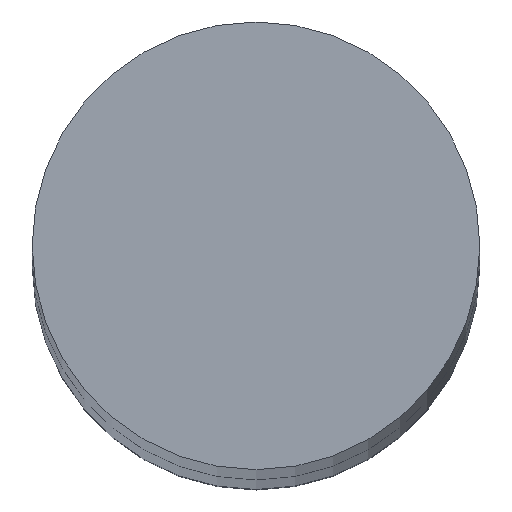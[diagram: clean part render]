
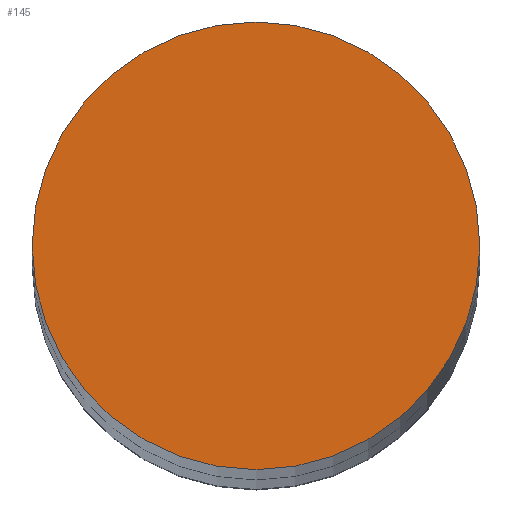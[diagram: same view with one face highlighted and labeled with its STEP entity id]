
A CAD part, top view. The second image highlights one B-rep face of the part: STEP entity #145.
In plain terms, the highlighted planar face has unit normal (0, 0, 1).
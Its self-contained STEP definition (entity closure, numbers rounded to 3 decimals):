
#48=FACE_OUTER_BOUND('',#63,.T.);
#63=EDGE_LOOP('',(#128));
#68=CIRCLE('',#169,1.5);
#78=VERTEX_POINT('',#251);
#89=EDGE_CURVE('',#78,#78,#68,.T.);
#128=ORIENTED_EDGE('',*,*,#89,.T.);
#134=PLANE('',#181);
#145=ADVANCED_FACE('',(#48),#134,.T.);
#169=AXIS2_PLACEMENT_3D('',#252,#204,#205);
#181=AXIS2_PLACEMENT_3D('',#273,#232,#233);
#204=DIRECTION('center_axis',(0.,0.,1.));
#205=DIRECTION('ref_axis',(1.,0.,0.));
#232=DIRECTION('center_axis',(0.,0.,1.));
#233=DIRECTION('ref_axis',(1.,0.,0.));
#251=CARTESIAN_POINT('',(-19.5,-7.5,58.));
#252=CARTESIAN_POINT('Origin',(-18.,-7.5,58.));
#273=CARTESIAN_POINT('Origin',(-18.,-7.5,58.));
